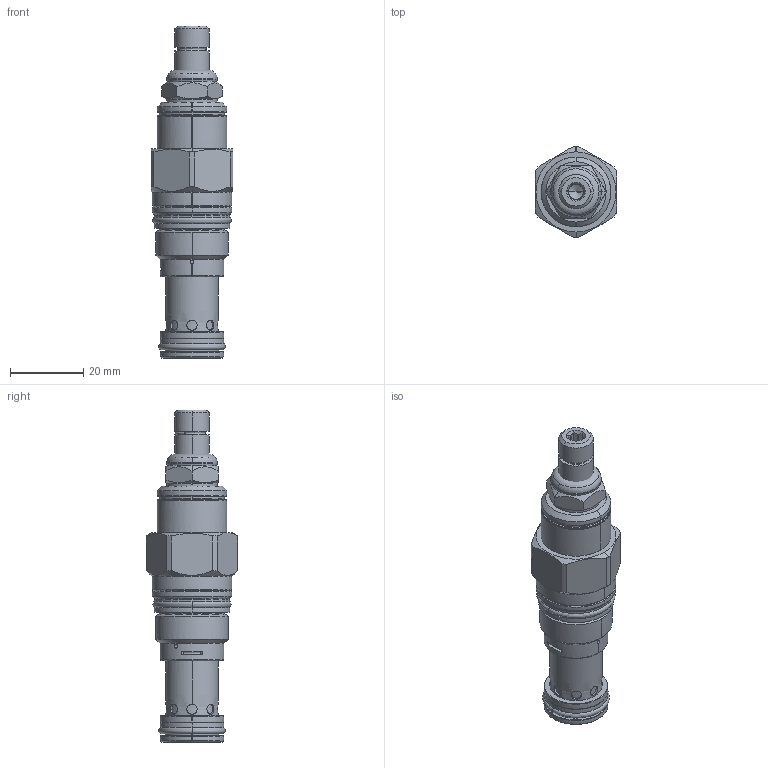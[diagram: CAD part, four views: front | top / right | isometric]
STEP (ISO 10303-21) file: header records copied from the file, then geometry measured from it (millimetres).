
FILE_DESCRIPTION((''),'2;1');
FILE_NAME('RPECLNN_SW_PRT','2019-04-03T',('charlief'),(''),'PRO/ENGINEER BY PARAMETRIC TECHNOLOGY CORPORATION, 2016010','PRO/ENGINEER BY PARAMETRIC TECHNOLOGY CORPORATION, 2016010','');
FILE_SCHEMA(('CONFIG_CONTROL_DESIGN'));
Products named in the file (1): RPECLNN_SW_PRT
Bounding box: 22.23 x 24.84 x 90.5 mm (x, y, z)
Surface area: 9267.7 mm2 (no closed solid volume)
Topology: 0 solids, 0 shells, 256 faces, 1218 edges, 1201 vertices
Faces by surface type: bspline 226, torus 30
Entity records: 52463 total; most frequent: CARTESIAN_POINT 41773, DIRECTION 1723, TRIMMED_CURVE 1375, DEFINITIONAL_REPRESENTATION 1186, PCURVE 1186, COMPOSITE_CURVE_SEGMENT 1186, VECTOR 1087, LINE 1087
